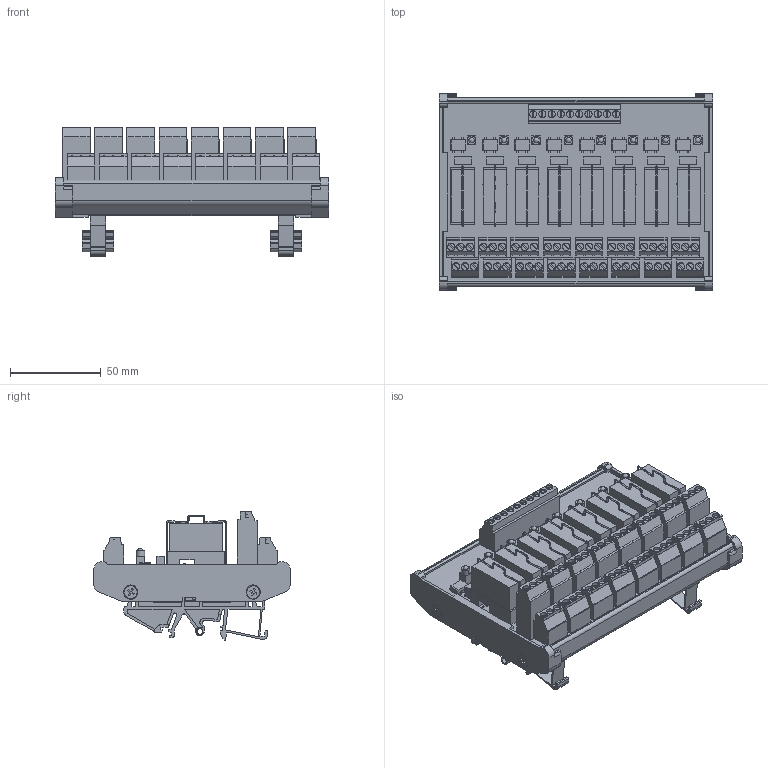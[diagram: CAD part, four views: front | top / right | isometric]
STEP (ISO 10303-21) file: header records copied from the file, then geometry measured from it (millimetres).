
FILE_DESCRIPTION(('CATIA V5R22 STEP214','CAx-IF Rec.Pracs.--- Model Styling and Organization---1.4--- 2014-01-23'),'2;1');
FILE_NAME ('013547-2_0', '2023-08-01T13:24:23+00:00', ('Weidmueller Interface'), ('Weidmueller'), 'CATIA Version 5-6 Release 2016 SP3 HF44', 'CATIA V5 STEP AP214', 'none');
FILE_SCHEMA(('AUTOMOTIVE_DESIGN { 1 0 10303 214 1 1 1 1 }'));
Products named in the file (1): 1449050000_RSM-8 115VA_CDC 2CO S
Bounding box: 150.5 x 108.2 x 70.87 mm (x, y, z)
Volume: 247727.4 mm3; surface area: 151593.9 mm2
Topology: 1 solids, 1 shells, 2772 faces, 7945 edges, 5233 vertices
Faces by surface type: plane 1766, cylinder 854, bspline 120, torus 32
Entity records: 100945 total; most frequent: CARTESIAN_POINT 28120, ORIENTED_EDGE 15858, DIRECTION 12164, EDGE_CURVE 7929, VECTOR 5459, LINE 5459, VERTEX_POINT 5233, AXIS2_PLACEMENT_3D 4054
